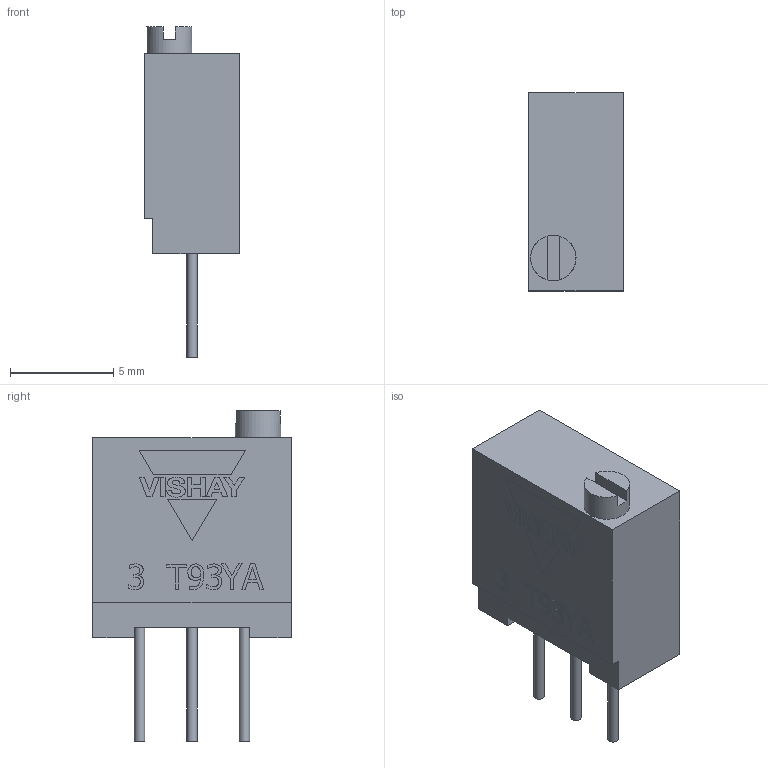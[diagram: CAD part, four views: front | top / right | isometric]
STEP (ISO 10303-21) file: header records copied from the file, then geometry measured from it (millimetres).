
FILE_DESCRIPTION(/* description */ ('Unknown'),/* implementation_level */ '2;1');
FILE_NAME(/* name */ 'T93YA',/* time_stamp */ '2018-01-18T10:56:45+01:00',/* author */ ('Unknown'),/* organization */ ('Unknown'),/* preprocessor_version */ 'ST-DEVELOPER v16.7',/* originating_system */ 'DEX',/* authorisation */ $);
FILE_SCHEMA (('AUTOMOTIVE_DESIGN {1 0 10303 214 3 1 1}'));
Length unit declared in the file: millimetre
Products named in the file (1): Gabarit - T93
Bounding box: 4.6 x 9.6 x 16 mm (x, y, z)
Volume: 417.3 mm3; surface area: 398.6 mm2
Topology: 1 solids, 1 shells, 156 faces, 399 edges, 266 vertices
Faces by surface type: plane 133, bspline 19, cylinder 4
Full cylindrical faces by diameter (mm): 0.5 x3, 2.2 x1
Entity records: 6473 total; most frequent: CARTESIAN_POINT 2083, ORIENTED_EDGE 788, DIRECTION 451, EDGE_CURVE 394, VERTEX_POINT 265, B_SPLINE_CURVE_WITH_KNOTS 230, EDGE_LOOP 181, FACE_BOUND 181
